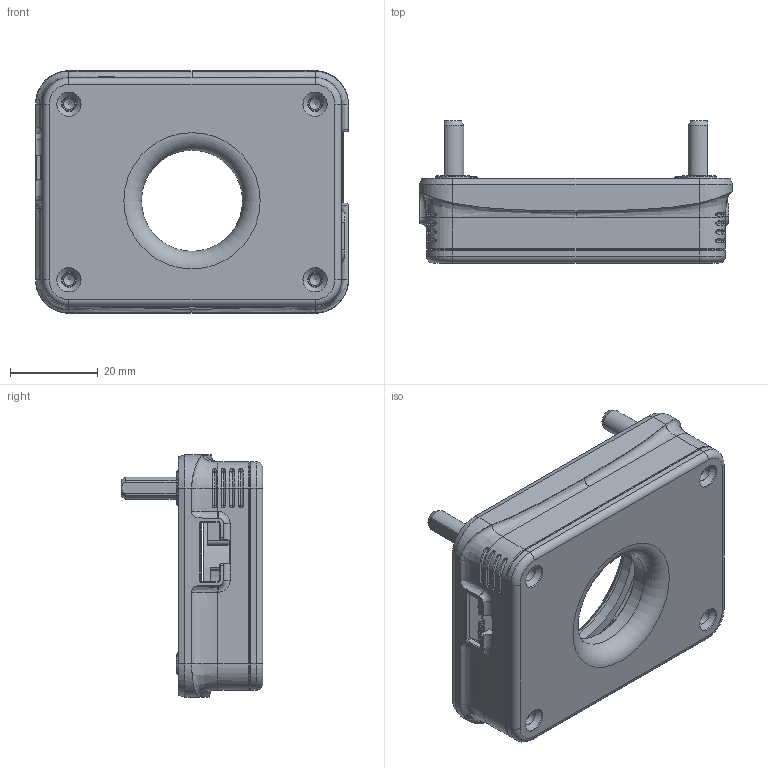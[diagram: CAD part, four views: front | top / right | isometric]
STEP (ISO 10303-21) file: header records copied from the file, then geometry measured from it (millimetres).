
FILE_DESCRIPTION(/* description */ (''),/* implementation_level */ '2;1');
FILE_NAME(/* name */ 'Front bridge empty.stp',/* time_stamp */ '2024-09-27T11:44:20+02:00',/* author */ (''),/* organization */ (''),/* preprocessor_version */ 'ST-DEVELOPER v18.102',/* originating_system */ 'SIEMENS PLM Software NX2206.1700',/* authorisation */ '');
FILE_SCHEMA (('AUTOMOTIVE_DESIGN { 1 0 10303 214 3 1 1 1 }'));
Length unit declared in the file: millimetre
Products named in the file (1): A002-A-XS0J-R01_Front bridge_objects
Bounding box: 71.2 x 32.25 x 55.2 mm (x, y, z)
Volume: 30899.4 mm3; surface area: 29329 mm2
Topology: 3 solids, 4 shells, 1039 faces, 2677 edges, 1672 vertices
Faces by surface type: plane 485, cylinder 281, cone 97, extrusion 84, bspline 37, sphere 32, torus 23
Full cylindrical faces by diameter (mm): 2.3 x1, 2.5 x4, 3.4 x8, 5 x2, 5.5 x4, 6.2 x4, 6.6 x4, 8 x2, 23 x1, 35 x1, 37.5 x1, 39.5 x1
Entity records: 36306 total; most frequent: CARTESIAN_POINT 12367, ORIENTED_EDGE 5100, DIRECTION 4546, EDGE_CURVE 2550, VERTEX_POINT 1650, AXIS2_PLACEMENT_3D 1616, VECTOR 1314, LINE 1230
